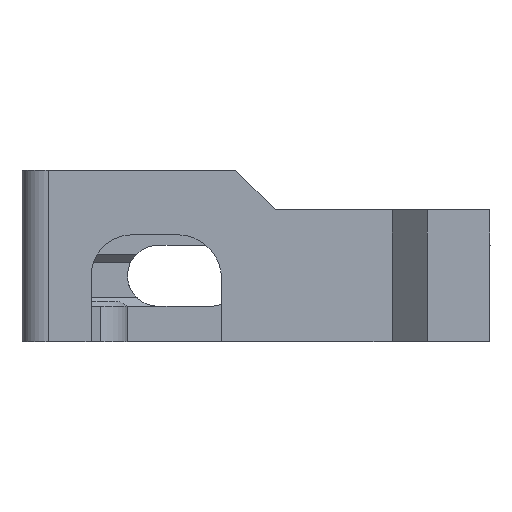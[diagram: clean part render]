
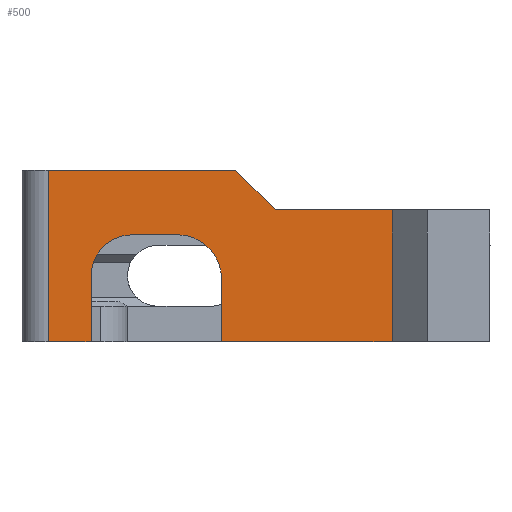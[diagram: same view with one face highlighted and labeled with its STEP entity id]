
A CAD part, left-side view. The second image highlights one B-rep face of the part: STEP entity #500.
In plain terms, the highlighted planar face has unit normal (-1, 0, 0).
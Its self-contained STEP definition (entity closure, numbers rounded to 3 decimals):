
#20 = ORIENTED_EDGE ( 'NONE', *, *, #2109, .F. ) ;
#186 = EDGE_CURVE ( 'NONE', #1467, #4462, #3853, .T. ) ;
#199 = CARTESIAN_POINT ( 'NONE',  ( -62.69, -11.894, 4.5 ) ) ;
#251 = CARTESIAN_POINT ( 'NONE',  ( -62.69, -51., 19.5 ) ) ;
#280 = EDGE_CURVE ( 'NONE', #593, #1367, #1794, .T. ) ;
#281 = PLANE ( 'NONE',  #2118 ) ;
#330 = VECTOR ( 'NONE', #4270, 1000. ) ;
#377 = VERTEX_POINT ( 'NONE', #2823 ) ;
#435 = VERTEX_POINT ( 'NONE', #4004 ) ;
#471 = EDGE_CURVE ( 'NONE', #593, #2655, #2865, .T. ) ;
#500 = ADVANCED_FACE ( 'NONE', ( #2093 ), #281, .F. ) ;
#514 = LINE ( 'NONE', #2371, #3957 ) ;
#593 = VERTEX_POINT ( 'NONE', #2230 ) ;
#660 = DIRECTION ( 'NONE',  ( 0., -1., 0. ) ) ;
#683 = ORIENTED_EDGE ( 'NONE', *, *, #471, .F. ) ;
#716 = ORIENTED_EDGE ( 'NONE', *, *, #2992, .F. ) ;
#786 = CARTESIAN_POINT ( 'NONE',  ( -62.69, -51., 19.5 ) ) ;
#805 = EDGE_CURVE ( 'NONE', #2119, #2655, #2557, .T. ) ;
#845 = CARTESIAN_POINT ( 'NONE',  ( -62.69, -33.21, 24. ) ) ;
#874 = VECTOR ( 'NONE', #4104, 1000. ) ;
#913 = DIRECTION ( 'NONE',  ( 0., 1., 0. ) ) ;
#952 = CARTESIAN_POINT ( 'NONE',  ( -62.69, -37.71, 19.5 ) ) ;
#973 = DIRECTION ( 'NONE',  ( -1., 0., 0. ) ) ;
#1085 = CARTESIAN_POINT ( 'NONE',  ( -62.69, -26.594, 16.669 ) ) ;
#1155 = ORIENTED_EDGE ( 'NONE', *, *, #2574, .T. ) ;
#1232 = CARTESIAN_POINT ( 'NONE',  ( -62.69, -26.594, 11.669 ) ) ;
#1251 = EDGE_CURVE ( 'NONE', #1367, #2302, #2442, .T. ) ;
#1260 = VERTEX_POINT ( 'NONE', #2206 ) ;
#1268 = CARTESIAN_POINT ( 'NONE',  ( -62.69, -11.894, 4.5 ) ) ;
#1367 = VERTEX_POINT ( 'NONE', #1268 ) ;
#1407 = DIRECTION ( 'NONE',  ( 1., 0., 0. ) ) ;
#1413 = ORIENTED_EDGE ( 'NONE', *, *, #2806, .F. ) ;
#1447 = CARTESIAN_POINT ( 'NONE',  ( -62.69, -38.21, 24. ) ) ;
#1461 = EDGE_CURVE ( 'NONE', #3752, #435, #4251, .T. ) ;
#1467 = VERTEX_POINT ( 'NONE', #3497 ) ;
#1533 = CARTESIAN_POINT ( 'NONE',  ( -62.69, -33.21, 24. ) ) ;
#1556 = ORIENTED_EDGE ( 'NONE', *, *, #4101, .T. ) ;
#1794 = LINE ( 'NONE', #199, #3319 ) ;
#1827 = LINE ( 'NONE', #3534, #330 ) ;
#1884 = DIRECTION ( 'NONE',  ( 0., -1., 0. ) ) ;
#1889 = DIRECTION ( 'NONE',  ( 0., 0., 1. ) ) ;
#1897 = DIRECTION ( 'NONE',  ( 0., 0., 1. ) ) ;
#2093 = FACE_OUTER_BOUND ( 'NONE', #4633, .T. ) ;
#2109 = EDGE_CURVE ( 'NONE', #2413, #3752, #514, .T. ) ;
#2118 = AXIS2_PLACEMENT_3D ( 'NONE', #2932, #1407, #2143 ) ;
#2119 = VERTEX_POINT ( 'NONE', #952 ) ;
#2143 = DIRECTION ( 'NONE',  ( 0., 1., 0. ) ) ;
#2149 = VECTOR ( 'NONE', #4549, 1000. ) ;
#2206 = CARTESIAN_POINT ( 'NONE',  ( -62.69, -31.594, 4.5 ) ) ;
#2230 = CARTESIAN_POINT ( 'NONE',  ( -62.69, -11.894, 24. ) ) ;
#2302 = VERTEX_POINT ( 'NONE', #2857 ) ;
#2305 = LINE ( 'NONE', #3912, #3707 ) ;
#2348 = ORIENTED_EDGE ( 'NONE', *, *, #186, .T. ) ;
#2371 = CARTESIAN_POINT ( 'NONE',  ( -62.69, -30.426, 16.669 ) ) ;
#2413 = VERTEX_POINT ( 'NONE', #1085 ) ;
#2442 = LINE ( 'NONE', #3253, #874 ) ;
#2447 = VECTOR ( 'NONE', #4435, 1000. ) ;
#2557 = LINE ( 'NONE', #845, #2149 ) ;
#2560 = VECTOR ( 'NONE', #1897, 1000. ) ;
#2574 = EDGE_CURVE ( 'NONE', #1260, #1467, #2717, .T. ) ;
#2655 = VERTEX_POINT ( 'NONE', #1533 ) ;
#2717 = LINE ( 'NONE', #4134, #3661 ) ;
#2766 = DIRECTION ( 'NONE',  ( 1., 0., 0. ) ) ;
#2770 = ORIENTED_EDGE ( 'NONE', *, *, #280, .T. ) ;
#2806 = EDGE_CURVE ( 'NONE', #435, #2302, #1827, .T. ) ;
#2812 = ORIENTED_EDGE ( 'NONE', *, *, #1461, .F. ) ;
#2823 = CARTESIAN_POINT ( 'NONE',  ( -62.69, -31.594, 11.669 ) ) ;
#2837 = LINE ( 'NONE', #4550, #3701 ) ;
#2857 = CARTESIAN_POINT ( 'NONE',  ( -62.69, -16.757, 4.5 ) ) ;
#2865 = LINE ( 'NONE', #1447, #2447 ) ;
#2932 = CARTESIAN_POINT ( 'NONE',  ( -62.69, -6.894, 19.5 ) ) ;
#2992 = EDGE_CURVE ( 'NONE', #2119, #4462, #2305, .T. ) ;
#3199 = CARTESIAN_POINT ( 'NONE',  ( -62.69, -21.426, 12. ) ) ;
#3253 = CARTESIAN_POINT ( 'NONE',  ( -62.69, -6.274, 4.5 ) ) ;
#3319 = VECTOR ( 'NONE', #3591, 1000. ) ;
#3497 = CARTESIAN_POINT ( 'NONE',  ( -62.69, -51., 4.5 ) ) ;
#3534 = CARTESIAN_POINT ( 'NONE',  ( -62.69, -16.757, 12. ) ) ;
#3537 = AXIS2_PLACEMENT_3D ( 'NONE', #3199, #973, #3966 ) ;
#3542 = DIRECTION ( 'NONE',  ( 0., 1., 0. ) ) ;
#3591 = DIRECTION ( 'NONE',  ( 0., 0., -1. ) ) ;
#3661 = VECTOR ( 'NONE', #1884, 1000. ) ;
#3682 = CARTESIAN_POINT ( 'NONE',  ( -62.69, -21.426, 16.669 ) ) ;
#3701 = VECTOR ( 'NONE', #1889, 1000. ) ;
#3707 = VECTOR ( 'NONE', #660, 1000. ) ;
#3752 = VERTEX_POINT ( 'NONE', #3682 ) ;
#3853 = LINE ( 'NONE', #786, #2560 ) ;
#3863 = EDGE_CURVE ( 'NONE', #1260, #377, #2837, .T. ) ;
#3912 = CARTESIAN_POINT ( 'NONE',  ( -62.69, -6.274, 19.5 ) ) ;
#3957 = VECTOR ( 'NONE', #3542, 1000. ) ;
#3966 = DIRECTION ( 'NONE',  ( 0., -1., 0. ) ) ;
#3998 = ORIENTED_EDGE ( 'NONE', *, *, #805, .T. ) ;
#4004 = CARTESIAN_POINT ( 'NONE',  ( -62.69, -16.757, 12. ) ) ;
#4058 = AXIS2_PLACEMENT_3D ( 'NONE', #1232, #2766, #913 ) ;
#4101 = EDGE_CURVE ( 'NONE', #2413, #377, #4305, .T. ) ;
#4104 = DIRECTION ( 'NONE',  ( 0., -1., 0. ) ) ;
#4134 = CARTESIAN_POINT ( 'NONE',  ( -62.69, -6.274, 4.5 ) ) ;
#4251 = CIRCLE ( 'NONE', #3537, 4.669 ) ;
#4270 = DIRECTION ( 'NONE',  ( 0., 0., -1. ) ) ;
#4305 = CIRCLE ( 'NONE', #4058, 5. ) ;
#4435 = DIRECTION ( 'NONE',  ( 0., -1., 0. ) ) ;
#4462 = VERTEX_POINT ( 'NONE', #251 ) ;
#4549 = DIRECTION ( 'NONE',  ( 0., 0.707, 0.707 ) ) ;
#4550 = CARTESIAN_POINT ( 'NONE',  ( -62.69, -31.594, 12. ) ) ;
#4633 = EDGE_LOOP ( 'NONE', ( #716, #3998, #683, #2770, #4732, #1413, #2812, #20, #1556, #4646, #1155, #2348 ) ) ;
#4646 = ORIENTED_EDGE ( 'NONE', *, *, #3863, .F. ) ;
#4732 = ORIENTED_EDGE ( 'NONE', *, *, #1251, .T. ) ;
